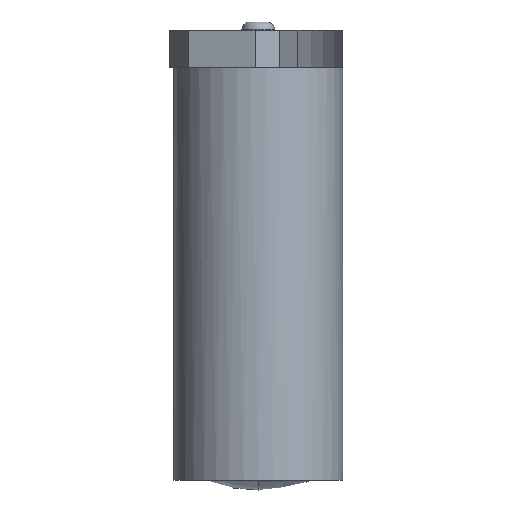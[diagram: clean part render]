
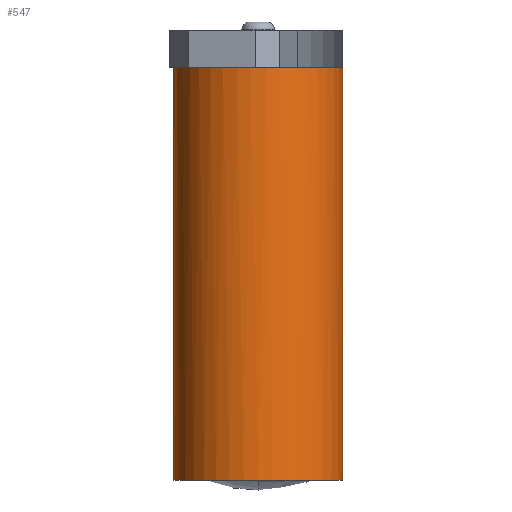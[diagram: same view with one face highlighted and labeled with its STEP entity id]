
A CAD part, front view. The second image highlights one B-rep face of the part: STEP entity #547.
In plain terms, the highlighted cylindrical face has radius 14.287 mm (diameter 28.575 mm), a partial arc.
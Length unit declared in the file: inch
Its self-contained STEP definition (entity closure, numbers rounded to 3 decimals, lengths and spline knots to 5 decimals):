
#10 = DIRECTION ( 'NONE',  ( 0., 0., -1. ) ) ;
#20 = CARTESIAN_POINT ( 'NONE',  ( 0., 0., -3. ) ) ;
#22 = DIRECTION ( 'NONE',  ( 0., 0., -1. ) ) ;
#40 = ORIENTED_EDGE ( 'NONE', *, *, #1165, .F. ) ;
#66 = DIRECTION ( 'NONE',  ( -1., 0., 0. ) ) ;
#74 = LINE ( 'NONE', #1317, #375 ) ;
#110 = VERTEX_POINT ( 'NONE', #1097 ) ;
#130 = CARTESIAN_POINT ( 'NONE',  ( 0., 0., 0. ) ) ;
#133 = DIRECTION ( 'NONE',  ( 0., 0., -1. ) ) ;
#151 = DIRECTION ( 'NONE',  ( 0., 0., -1. ) ) ;
#156 = DIRECTION ( 'NONE',  ( -1., 0., 0. ) ) ;
#191 = VERTEX_POINT ( 'NONE', #1235 ) ;
#203 = VERTEX_POINT ( 'NONE', #1231 ) ;
#276 = CARTESIAN_POINT ( 'NONE',  ( 0.5625, 0., 0. ) ) ;
#298 = DIRECTION ( 'NONE',  ( 0., 0., -1. ) ) ;
#309 = EDGE_CURVE ( 'NONE', #203, #191, #1141, .T. ) ;
#344 = VECTOR ( 'NONE', #298, 39.37008 ) ;
#375 = VECTOR ( 'NONE', #1342, 39.37008 ) ;
#381 = CYLINDRICAL_SURFACE ( 'NONE', #645, 0.5625 ) ;
#415 = EDGE_CURVE ( 'NONE', #899, #437, #74, .T. ) ;
#423 = DIRECTION ( 'NONE',  ( 1., 0., 0. ) ) ;
#437 = VERTEX_POINT ( 'NONE', #1289 ) ;
#439 = CARTESIAN_POINT ( 'NONE',  ( -0.55923, -0.06058, 0. ) ) ;
#465 = EDGE_LOOP ( 'NONE', ( #40, #1288, #959, #904, #930, #1406, #866, #907 ) ) ;
#542 = CARTESIAN_POINT ( 'NONE',  ( 0.5625, 0., 0. ) ) ;
#547 = ADVANCED_FACE ( 'NONE', ( #721 ), #381, .T. ) ;
#608 = EDGE_CURVE ( 'NONE', #1175, #110, #1395, .T. ) ;
#645 = AXIS2_PLACEMENT_3D ( 'NONE', #1539, #1554, #1536 ) ;
#658 = CIRCLE ( 'NONE', #1509, 0.5625 ) ;
#718 = VERTEX_POINT ( 'NONE', #758 ) ;
#721 = FACE_OUTER_BOUND ( 'NONE', #465, .T. ) ;
#758 = CARTESIAN_POINT ( 'NONE',  ( 0.5625, 0., -3. ) ) ;
#866 = ORIENTED_EDGE ( 'NONE', *, *, #309, .T. ) ;
#880 = CARTESIAN_POINT ( 'NONE',  ( 0., 0., 0. ) ) ;
#899 = VERTEX_POINT ( 'NONE', #917 ) ;
#904 = ORIENTED_EDGE ( 'NONE', *, *, #1269, .T. ) ;
#907 = ORIENTED_EDGE ( 'NONE', *, *, #1280, .F. ) ;
#917 = CARTESIAN_POINT ( 'NONE',  ( 0.55923, -0.06058, -0.25 ) ) ;
#925 = CARTESIAN_POINT ( 'NONE',  ( 0., 0., -0.25 ) ) ;
#930 = ORIENTED_EDGE ( 'NONE', *, *, #608, .F. ) ;
#959 = ORIENTED_EDGE ( 'NONE', *, *, #415, .F. ) ;
#1055 = VERTEX_POINT ( 'NONE', #542 ) ;
#1068 = CARTESIAN_POINT ( 'NONE',  ( -0.5625, 0., 0. ) ) ;
#1086 = CIRCLE ( 'NONE', #1464, 0.5625 ) ;
#1097 = CARTESIAN_POINT ( 'NONE',  ( -0.55923, -0.06058, -0.25 ) ) ;
#1141 = LINE ( 'NONE', #1068, #1447 ) ;
#1165 = EDGE_CURVE ( 'NONE', #1055, #718, #1487, .T. ) ;
#1175 = VERTEX_POINT ( 'NONE', #439 ) ;
#1176 = DIRECTION ( 'NONE',  ( 0., 0., -1. ) ) ;
#1231 = CARTESIAN_POINT ( 'NONE',  ( -0.5625, 0., 0. ) ) ;
#1235 = CARTESIAN_POINT ( 'NONE',  ( -0.5625, 0., -3. ) ) ;
#1256 = EDGE_CURVE ( 'NONE', #1175, #203, #1458, .T. ) ;
#1269 = EDGE_CURVE ( 'NONE', #899, #110, #1698, .T. ) ;
#1280 = EDGE_CURVE ( 'NONE', #718, #191, #658, .T. ) ;
#1288 = ORIENTED_EDGE ( 'NONE', *, *, #1409, .T. ) ;
#1289 = CARTESIAN_POINT ( 'NONE',  ( 0.55923, -0.06058, 0. ) ) ;
#1317 = CARTESIAN_POINT ( 'NONE',  ( 0.55923, -0.06058, -0.125 ) ) ;
#1342 = DIRECTION ( 'NONE',  ( 0., 0., 1. ) ) ;
#1390 = VECTOR ( 'NONE', #1629, 39.37008 ) ;
#1395 = LINE ( 'NONE', #1569, #1390 ) ;
#1406 = ORIENTED_EDGE ( 'NONE', *, *, #1256, .T. ) ;
#1409 = EDGE_CURVE ( 'NONE', #1055, #437, #1086, .T. ) ;
#1434 = DIRECTION ( 'NONE',  ( -1., 0., 0. ) ) ;
#1447 = VECTOR ( 'NONE', #133, 39.37008 ) ;
#1458 = CIRCLE ( 'NONE', #1547, 0.5625 ) ;
#1464 = AXIS2_PLACEMENT_3D ( 'NONE', #130, #1176, #1434 ) ;
#1487 = LINE ( 'NONE', #276, #344 ) ;
#1509 = AXIS2_PLACEMENT_3D ( 'NONE', #20, #22, #66 ) ;
#1526 = AXIS2_PLACEMENT_3D ( 'NONE', #925, #10, #423 ) ;
#1536 = DIRECTION ( 'NONE',  ( -1., 0., 0. ) ) ;
#1539 = CARTESIAN_POINT ( 'NONE',  ( 0., 0., 0. ) ) ;
#1547 = AXIS2_PLACEMENT_3D ( 'NONE', #880, #151, #156 ) ;
#1554 = DIRECTION ( 'NONE',  ( 0., 0., -1. ) ) ;
#1569 = CARTESIAN_POINT ( 'NONE',  ( -0.55923, -0.06058, -0.125 ) ) ;
#1629 = DIRECTION ( 'NONE',  ( 0., 0., -1. ) ) ;
#1698 = CIRCLE ( 'NONE', #1526, 0.5625 ) ;
